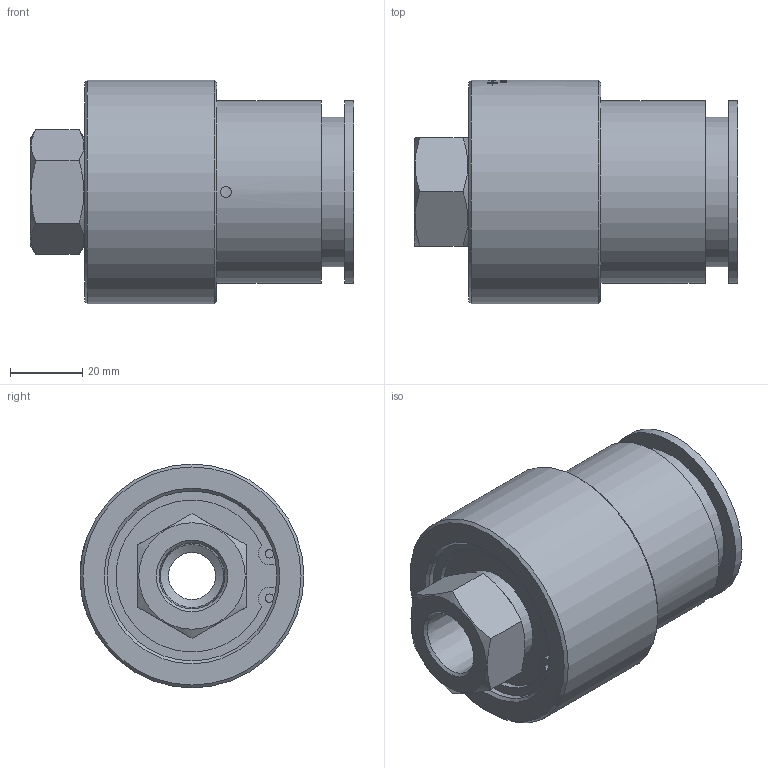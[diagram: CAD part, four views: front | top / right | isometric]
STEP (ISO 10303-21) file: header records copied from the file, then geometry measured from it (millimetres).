
FILE_DESCRIPTION(/* description */ (''),/* implementation_level */ '2;1');
FILE_NAME(/* name */ '1205-154-155-IC.stp',/* time_stamp */ '2020-05-17T10:54:23-05:00',/* author */ ('Moorera'),/* organization */ (''),/* preprocessor_version */ 'ST-DEVELOPER v18.1',/* originating_system */ 'Autodesk Inventor 2020',/* authorisation */ '');
FILE_SCHEMA (('AUTOMOTIVE_DESIGN { 1 0 10303 214 3 1 1 }'));
Products named in the file (1): 1205-154-155-IC
Bounding box: 89.61 x 62.05 x 62.05 mm (x, y, z)
Volume: 175795.4 mm3; surface area: 26786.2 mm2
Topology: 1 solids, 1 shells, 344 faces, 924 edges, 620 vertices
Faces by surface type: bspline 172, plane 117, cylinder 46, cone 9
Full cylindrical faces by diameter (mm): 2.362 x2, 3 x1, 13 x1, 17.475 x1, 27.9 x1, 41.4 x1, 47.06 x1, 50.7 x2, 62.05 x1
Entity records: 43975 total; most frequent: CARTESIAN_POINT 35957, ORIENTED_EDGE 1848, DIRECTION 1284, EDGE_CURVE 924, VERTEX_POINT 620, AXIS2_PLACEMENT_3D 460, EDGE_LOOP 384, LINE 364
